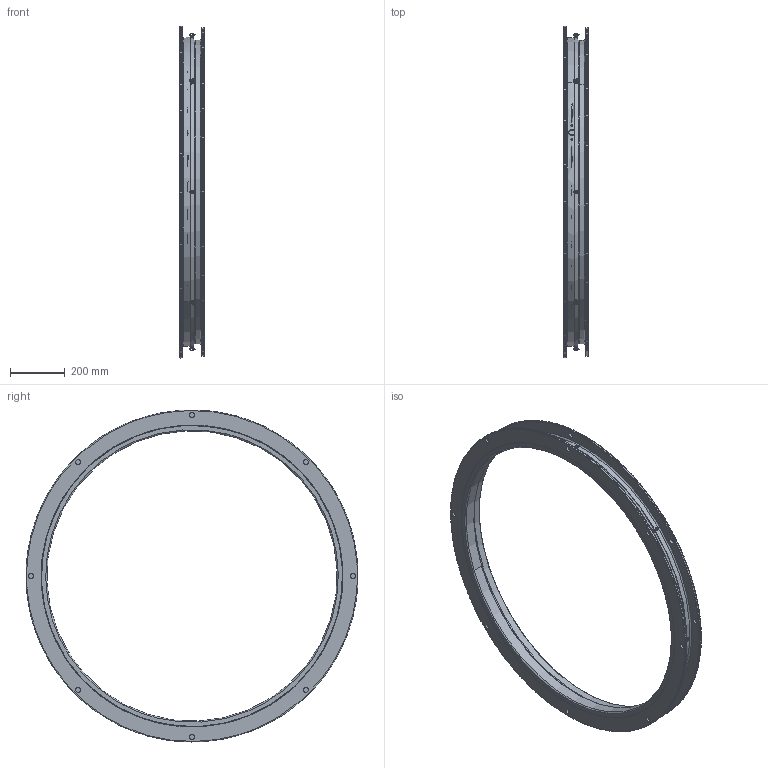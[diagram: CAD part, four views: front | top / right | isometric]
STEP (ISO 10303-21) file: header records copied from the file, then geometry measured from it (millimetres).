
FILE_DESCRIPTION (( 'STEP AP203' ), '1' );
FILE_NAME ('0016750_HE1200-22.STEP', '2012-04-11T14:50:59', ( '' ), ( '' ), 'SwSTEP 2.0', 'SolidWorks 2012', '' );
FILE_SCHEMA (( 'CONFIG_CONTROL_DESIGN' ));
Length unit declared in the file: millimetre
Products named in the file (9): 0016750_HE1200-22; SCH-V02_1; 000012002_V01_1; KLK-0000-701_1; JS-1101-021_1; NT-0004300_1; 000017006_22_HE90_1200_1; KLK-1200-016_AF0_1; KLK-1300-016_AF0_1
Assembly tree (23 placements, depth 2):
  0016750_HE1200-22
    KLK-1300-016_AF0_1
    KLK-1200-016_AF0_1
    000017006_22_HE90_1200_1
    NT-0004300_1  x8
    JS-1101-021_1  x8
    KLK-0000-701_1
    000012002_V01_1  x2
    SCH-V02_1
Bounding box: 90 x 1210.63 x 1210.7 mm (x, y, z)
Volume: 10227270 mm3; surface area: 2075287 mm2
Topology: 24 solids, 24 shells, 723 faces, 1864 edges, 1218 vertices
Faces by surface type: cylinder 234, plane 174, cone 172, bspline 123, torus 20
Entity records: 17016 total; most frequent: CARTESIAN_POINT 9679, ORIENTED_EDGE 1274, DIRECTION 1271, EDGE_CURVE 637, AXIS2_PLACEMENT_3D 557, VERTEX_POINT 414, CIRCLE 355, EDGE_LOOP 307
